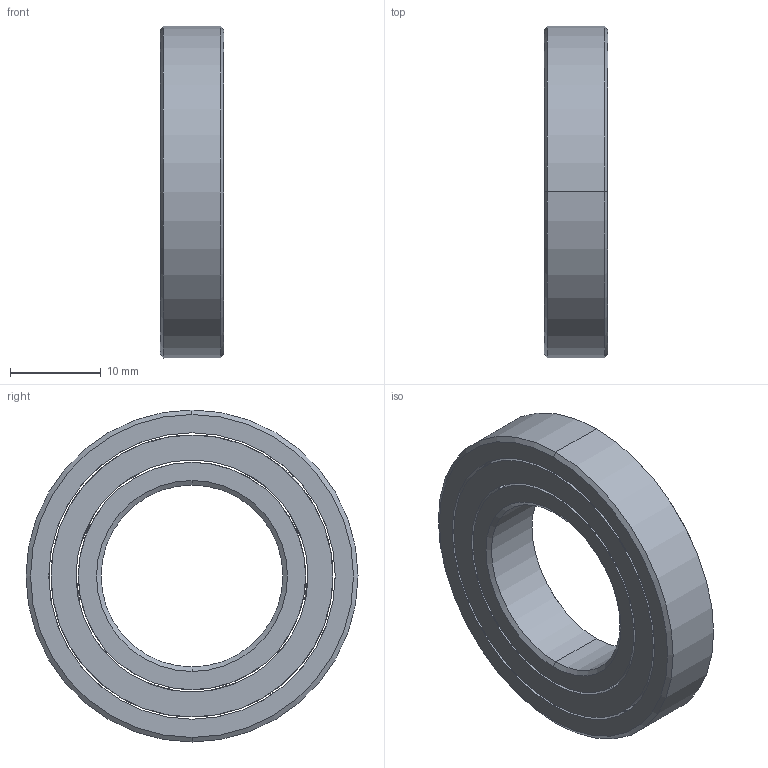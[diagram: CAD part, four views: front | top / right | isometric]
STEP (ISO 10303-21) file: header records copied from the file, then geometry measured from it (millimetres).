
FILE_DESCRIPTION (( 'STEP AP214' ), '1' );
FILE_NAME ('ID20.STEP', '2025-12-23T20:03:34', ( '' ), ( '' ), 'SwSTEP 2.0', 'SolidWorks 2026', '' );
FILE_SCHEMA (( 'AUTOMOTIVE_DESIGN' ));
Length unit declared in the file: millimetre
Products named in the file (1): ID20
Bounding box: 7 x 36.5 x 36.5 mm (x, y, z)
Volume: 3572.5 mm3; surface area: 4660.1 mm2
Topology: 3 solids, 3 shells, 94 faces, 280 edges, 180 vertices
Faces by surface type: sphere 33, cylinder 19, torus 17, plane 17, cone 8
Entity records: 4736 total; most frequent: CARTESIAN_POINT 2398, ORIENTED_EDGE 494, DIRECTION 493, EDGE_CURVE 247, AXIS2_PLACEMENT_3D 233, VERTEX_POINT 158, CIRCLE 138, EDGE_LOOP 99
